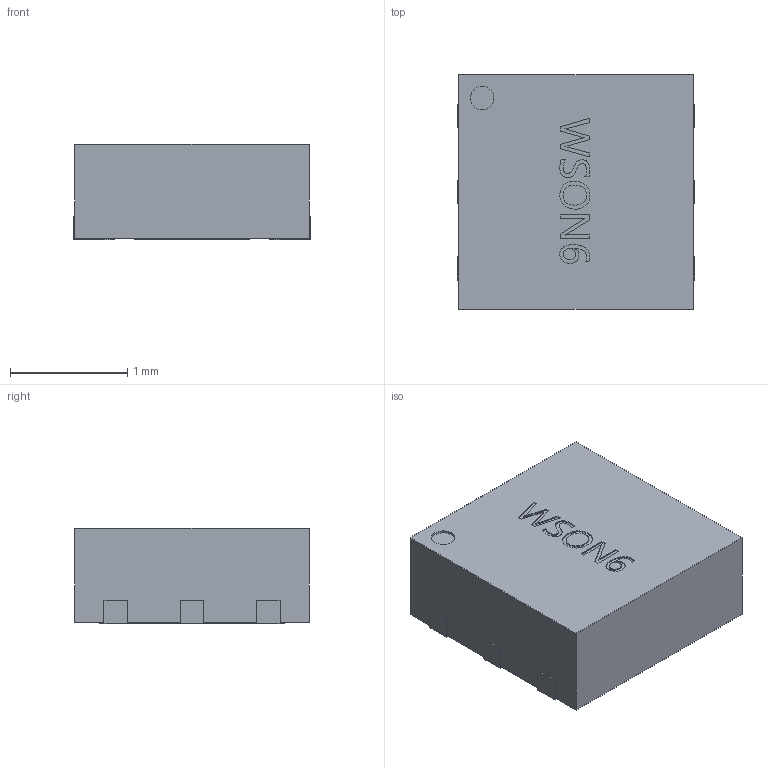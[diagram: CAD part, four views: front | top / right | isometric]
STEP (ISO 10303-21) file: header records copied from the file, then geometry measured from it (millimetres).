
FILE_DESCRIPTION (( 'STEP AP214' ), '1' );
FILE_NAME ('WSON-6.STEP', '2022-10-25T07:46:07', ( '' ), ( '' ), 'SwSTEP 2.0', 'SolidWorks 2019', '' );
FILE_SCHEMA (( 'AUTOMOTIVE_DESIGN' ));
Length unit declared in the file: millimetre
Products named in the file (1): WSON-6
Bounding box: 2.02 x 2 x 0.81 mm (x, y, z)
Volume: 3.2 mm3; surface area: 14.6 mm2
Topology: 1 solids, 1 shells, 133 faces, 366 edges, 244 vertices
Faces by surface type: plane 80, bspline 42, cylinder 11
Entity records: 7248 total; most frequent: CARTESIAN_POINT 3122, ORIENTED_EDGE 732, DIRECTION 488, EDGE_CURVE 366, LINE 260, VECTOR 260, VERTEX_POINT 244, EDGE_LOOP 142
